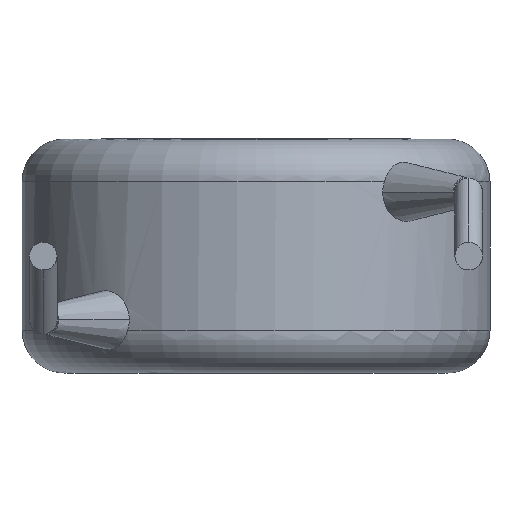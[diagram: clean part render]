
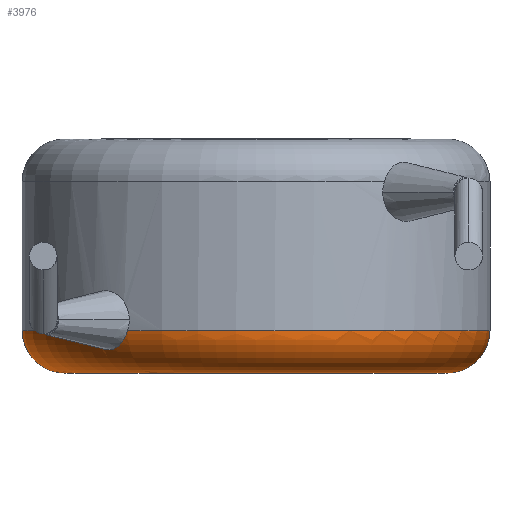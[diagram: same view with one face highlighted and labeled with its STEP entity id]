
A CAD part, front view. The second image highlights one B-rep face of the part: STEP entity #3976.
In plain terms, the highlighted toroidal (fillet/blend) face has major radius 4.5 mm and minor radius 1 mm.
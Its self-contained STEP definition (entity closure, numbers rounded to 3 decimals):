
#61 = AXIS2_PLACEMENT_3D ( 'NONE', #1183, #561, #1825 ) ;
#138 = EDGE_CURVE ( 'NONE', #1828, #3583, #1041, .T. ) ;
#263 = ORIENTED_EDGE ( 'NONE', *, *, #138, .F. ) ;
#322 = AXIS2_PLACEMENT_3D ( 'NONE', #2535, #2230, #1216 ) ;
#373 = CARTESIAN_POINT ( 'NONE',  ( -3.265, -4.324, 0.592 ) ) ;
#421 = DIRECTION ( 'NONE',  ( 0., 0., 1. ) ) ;
#561 = DIRECTION ( 'NONE',  ( 0., 0., -1. ) ) ;
#624 = FACE_OUTER_BOUND ( 'NONE', #3291, .T. ) ;
#720 = VERTEX_POINT ( 'NONE', #3760 ) ;
#748 = DIRECTION ( 'NONE',  ( 0., 0., 1. ) ) ;
#756 = DIRECTION ( 'NONE',  ( 1., 0., 0. ) ) ;
#769 = CARTESIAN_POINT ( 'NONE',  ( -5.5, 0., 1. ) ) ;
#792 = CIRCLE ( 'NONE', #3362, 5.5 ) ;
#905 = DIRECTION ( 'NONE',  ( 1., 0., 0. ) ) ;
#1041 = CIRCLE ( 'NONE', #322, 1. ) ;
#1125 = ORIENTED_EDGE ( 'NONE', *, *, #1444, .T. ) ;
#1183 = CARTESIAN_POINT ( 'NONE',  ( 0., 0., 0. ) ) ;
#1216 = DIRECTION ( 'NONE',  ( -1., 0., 0. ) ) ;
#1218 = CIRCLE ( 'NONE', #61, 4.5 ) ;
#1240 = CARTESIAN_POINT ( 'NONE',  ( 4.5, 0., 1. ) ) ;
#1372 = CIRCLE ( 'NONE', #3179, 5.5 ) ;
#1376 = EDGE_CURVE ( 'NONE', #1761, #1828, #1218, .T. ) ;
#1444 = EDGE_CURVE ( 'NONE', #1761, #2928, #3091, .T. ) ;
#1497 = EDGE_CURVE ( 'NONE', #4006, #720, #2462, .T. ) ;
#1536 = CARTESIAN_POINT ( 'NONE',  ( -4.5, 0., 0. ) ) ;
#1553 = DIRECTION ( 'NONE',  ( 0., 0., -1. ) ) ;
#1761 = VERTEX_POINT ( 'NONE', #3021 ) ;
#1825 = DIRECTION ( 'NONE',  ( 1., 0., 0. ) ) ;
#1828 = VERTEX_POINT ( 'NONE', #1536 ) ;
#1831 = CARTESIAN_POINT ( 'NONE',  ( -3.892, -3.849, 0.753 ) ) ;
#1962 = CARTESIAN_POINT ( 'NONE',  ( -4.008, -3.767, 1. ) ) ;
#1992 = DIRECTION ( 'NONE',  ( 1., 0., 0. ) ) ;
#2053 = CARTESIAN_POINT ( 'NONE',  ( 0., 0., 1. ) ) ;
#2063 = EDGE_CURVE ( 'NONE', #4006, #2928, #1372, .T. ) ;
#2194 = ORIENTED_EDGE ( 'NONE', *, *, #1376, .F. ) ;
#2196 = AXIS2_PLACEMENT_3D ( 'NONE', #3062, #748, #905 ) ;
#2230 = DIRECTION ( 'NONE',  ( 0., 1., 0. ) ) ;
#2347 = AXIS2_PLACEMENT_3D ( 'NONE', #1240, #3533, #1553 ) ;
#2381 = CARTESIAN_POINT ( 'NONE',  ( -3.359, -4.219, 0.546 ) ) ;
#2462 = B_SPLINE_CURVE_WITH_KNOTS ( 'NONE', 3,
 ( #3860, #4180, #4219, #373, #2381, #3009, #2755, #1831, #3305, #1962 ),
 .UNSPECIFIED., .F., .F.,
 ( 4, 2, 2, 2, 4 ),
 ( 0., 0., 0.001, 0.001, 0.002 ),
 .UNSPECIFIED. ) ;
#2535 = CARTESIAN_POINT ( 'NONE',  ( -4.5, 0., 1. ) ) ;
#2755 = CARTESIAN_POINT ( 'NONE',  ( -3.693, -3.964, 0.592 ) ) ;
#2768 = CARTESIAN_POINT ( 'NONE',  ( 5.5, 0., 1. ) ) ;
#2885 = ORIENTED_EDGE ( 'NONE', *, *, #1497, .T. ) ;
#2928 = VERTEX_POINT ( 'NONE', #2768 ) ;
#2951 = EDGE_CURVE ( 'NONE', #3583, #720, #792, .T. ) ;
#3009 = CARTESIAN_POINT ( 'NONE',  ( -3.573, -4.039, 0.545 ) ) ;
#3021 = CARTESIAN_POINT ( 'NONE',  ( 4.5, 0., 0. ) ) ;
#3062 = CARTESIAN_POINT ( 'NONE',  ( 0., 0., 1. ) ) ;
#3091 = CIRCLE ( 'NONE', #2347, 1. ) ;
#3114 = TOROIDAL_SURFACE ( 'NONE', #2196, 4.5, 1. ) ;
#3179 = AXIS2_PLACEMENT_3D ( 'NONE', #3630, #3278, #1992 ) ;
#3278 = DIRECTION ( 'NONE',  ( 0., 0., 1. ) ) ;
#3291 = EDGE_LOOP ( 'NONE', ( #263, #2194, #1125, #3660, #2885, #4204 ) ) ;
#3305 = CARTESIAN_POINT ( 'NONE',  ( -3.972, -3.805, 0.868 ) ) ;
#3362 = AXIS2_PLACEMENT_3D ( 'NONE', #2053, #421, #756 ) ;
#3533 = DIRECTION ( 'NONE',  ( 0., -1., 0. ) ) ;
#3583 = VERTEX_POINT ( 'NONE', #769 ) ;
#3630 = CARTESIAN_POINT ( 'NONE',  ( 0., 0., 1. ) ) ;
#3660 = ORIENTED_EDGE ( 'NONE', *, *, #2063, .F. ) ;
#3760 = CARTESIAN_POINT ( 'NONE',  ( -4.008, -3.767, 1. ) ) ;
#3860 = CARTESIAN_POINT ( 'NONE',  ( -3.017, -4.599, 1. ) ) ;
#3975 = CARTESIAN_POINT ( 'NONE',  ( -3.017, -4.599, 1. ) ) ;
#3976 = ADVANCED_FACE ( 'NONE', ( #624 ), #3114, .T. ) ;
#4006 = VERTEX_POINT ( 'NONE', #3975 ) ;
#4180 = CARTESIAN_POINT ( 'NONE',  ( -3.061, -4.57, 0.868 ) ) ;
#4204 = ORIENTED_EDGE ( 'NONE', *, *, #2951, .F. ) ;
#4219 = CARTESIAN_POINT ( 'NONE',  ( -3.117, -4.5, 0.754 ) ) ;
